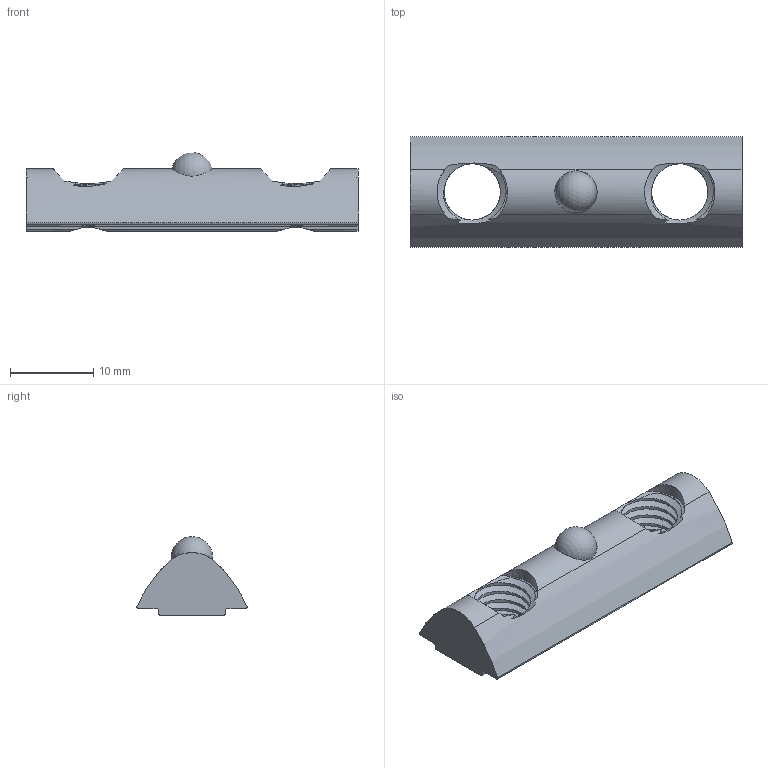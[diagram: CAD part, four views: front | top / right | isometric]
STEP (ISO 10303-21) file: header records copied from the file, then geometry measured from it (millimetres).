
FILE_DESCRIPTION(/* description */ (''),/* implementation_level */ '2;1');
FILE_NAME(/* name */ 'Klizna matica 8 sa kuglicom 40 2xM8.step',/* time_stamp */ '2024-01-10T11:56:07+01:00',/* author */ (''),/* organization */ (''),/* preprocessor_version */ 'ST-DEVELOPER v20',/* originating_system */ 'Autodesk Translation Framework v12.14.0.127',/* authorisation */ '');
FILE_SCHEMA (('AUTOMOTIVE_DESIGN { 1 0 10303 214 3 1 1 }'));
Length unit declared in the file: millimetre
Products named in the file (1): Klizna matica 8 sa kuglicom 40 2xM8
Bounding box: 40 x 13.3 x 9.48 mm (x, y, z)
Volume: 2022.7 mm3; surface area: 1907.8 mm2
Topology: 2 solids, 2 shells, 63 faces, 207 edges, 138 vertices
Faces by surface type: cylinder 42, plane 9, bspline 6, cone 5, sphere 1
Full cylindrical faces by diameter (mm): 5.1 x1, 8.17 x2
Entity records: 4548 total; most frequent: CARTESIAN_POINT 2900, ORIENTED_EDGE 408, DIRECTION 250, EDGE_CURVE 204, VERTEX_POINT 138, B_SPLINE_CURVE_WITH_KNOTS 104, AXIS2_PLACEMENT_3D 96, EDGE_LOOP 64
